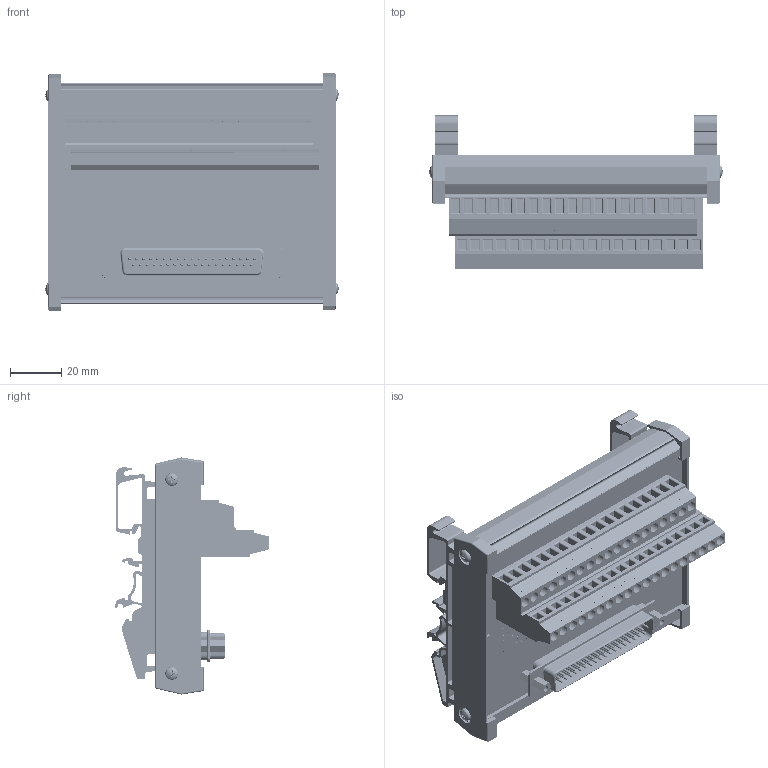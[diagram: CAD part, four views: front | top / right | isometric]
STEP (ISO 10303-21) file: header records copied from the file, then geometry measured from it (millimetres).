
FILE_DESCRIPTION((''),'2;1');
FILE_NAME('37-SUB D M.stp','2013-01-18T16:45:04',('roland'),(''),'Autodesk Inventor 2013','Autodesk Inventor 2013','');
FILE_SCHEMA(('CONFIG_CONTROL_DESIGN'));
Length unit declared in the file: millimetre
Products named in the file (11): 37-SUB D MALE; 37 BASE PLATE M; 37 SUB-D M; 3 GREEN; 2 GREEN; 37 CASE; BASE SIDE; BASE LEGS; BS EN ISO 7045 Z - Metric M2.5 x 10 - 4.8 - Z; 37 number plare; 37 number plare 2
Assembly tree (20 placements, depth 2):
  37-SUB D MALE
    37 BASE PLATE M
    37 SUB-D M
    3 GREEN  x5
    2 GREEN  x2
    37 CASE
    BASE SIDE  x2
    BASE LEGS  x2
    BS EN ISO 7045 Z - Metric M2.5 x 10 - 4.8 - Z  x4
    37 number plare
    37 number plare 2
Bounding box: 114.13 x 59.84 x 92.34 mm (x, y, z)
Volume: 101371.2 mm3; surface area: 109879.1 mm2
Topology: 20 solids, 20 shells, 4566 faces, 11288 edges, 7442 vertices
Faces by surface type: plane 2321, cylinder 1269, bspline 790, sphere 78, cone 72, torus 36
Full cylindrical faces by diameter (mm): 0.5 x222, 1 x74, 1.25 x38, 1.7 x19, 2 x370, 2.256 x4, 2.3 x2, 2.5 x42, 2.57 x38, 3.1 x1, 3.2 x6, 3.202 x1, 4 x38, 6.35 x2, 7 x4, 9 x4
Entity records: 109086 total; most frequent: CARTESIAN_POINT 28202, ORIENTED_EDGE 16022, DIRECTION 14255, EDGE_CURVE 8011, VERTEX_POINT 5842, EDGE_LOOP 5729, AXIS2_PLACEMENT_3D 4971, VECTOR 4313
